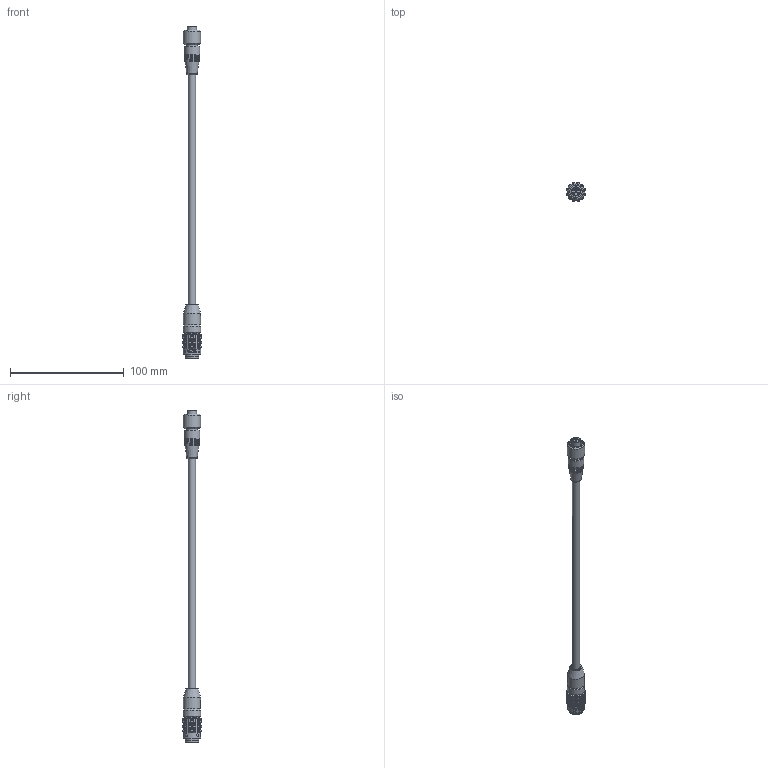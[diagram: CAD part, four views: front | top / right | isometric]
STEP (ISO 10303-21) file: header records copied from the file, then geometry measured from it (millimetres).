
FILE_DESCRIPTION(/* description */ (''),/* implementation_level */ '2;1');
FILE_NAME(/* name */ 'CMX2702.stp',/* time_stamp */ '2017-05-08T11:07:07-04:00',/* author */ ('aneininger'),/* organization */ ('CONNECTION TECHNOLOGY CENTER'),/* preprocessor_version */ 'ST-DEVELOPER v16.5',/* originating_system */ 'Autodesk Inventor 2017',/* authorisation */ '');
FILE_SCHEMA (('AUTOMOTIVE_DESIGN { 1 0 10303 214 3 1 1 }'));
Length unit declared in the file: inch
Products named in the file (1): Part2
Bounding box: 16.77 x 16.77 x 292.12 mm (x, y, z)
Volume: 17285.6 mm3; surface area: 12431.4 mm2
Topology: 2 solids, 2 shells, 1382 faces, 3199 edges, 1925 vertices
Faces by surface type: bspline 399, plane 330, cylinder 294, sphere 126, torus 125, cone 108
Full cylindrical faces by diameter (mm): 0.635 x5, 0.762 x12, 1.143 x5, 1.93 x5, 3.048 x2, 6.35 x1, 7.112 x2, 7.315 x1, 7.62 x1, 7.874 x1, 9.144 x1, 9.22 x1, 9.271 x1, 9.423 x1, 9.627 x1, 9.677 x1, 10.795 x1, 10.922 x3, 11.176 x1, 11.43 x1, 11.684 x1, 11.974 x1, 11.976 x1, 12.065 x2, 12.119 x1, 12.265 x1, 12.41 x1, 12.555 x1, 12.7 x2, 12.845 x1
Entity records: 56309 total; most frequent: CARTESIAN_POINT 26537, ORIENTED_EDGE 5978, DIRECTION 5328, EDGE_CURVE 2989, AXIS2_PLACEMENT_3D 2202, VERTEX_POINT 1848, EDGE_LOOP 1633, STYLED_ITEM 1384
